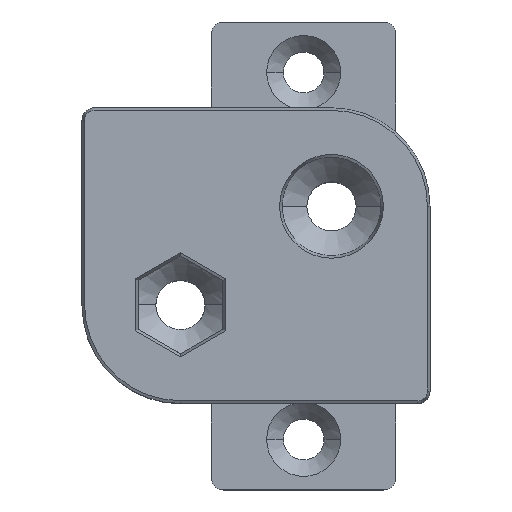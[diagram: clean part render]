
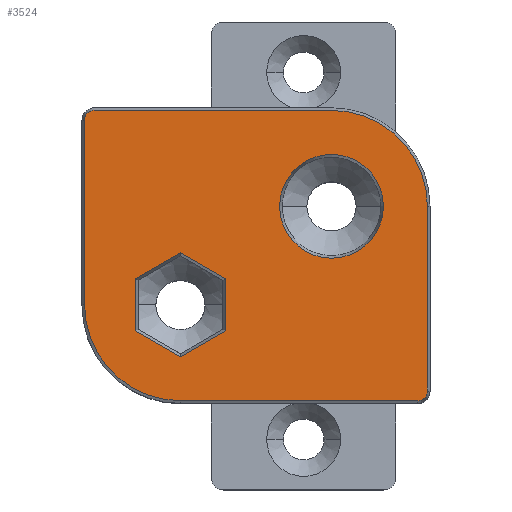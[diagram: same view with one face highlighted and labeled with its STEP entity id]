
A CAD part, top view. The second image highlights one B-rep face of the part: STEP entity #3524.
In plain terms, the highlighted planar face has unit normal (0, 0, 1).
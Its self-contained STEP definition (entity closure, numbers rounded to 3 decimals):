
#6 = VERTEX_POINT ( 'NONE', #161 ) ;
#22 = DIRECTION ( 'NONE',  ( 0., 0., 1. ) ) ;
#84 = ORIENTED_EDGE ( 'NONE', *, *, #2282, .T. ) ;
#161 = CARTESIAN_POINT ( 'NONE',  ( -9.243, -1.89, 26. ) ) ;
#166 = DIRECTION ( 'NONE',  ( 1., 0., 0. ) ) ;
#213 = VERTEX_POINT ( 'NONE', #3196 ) ;
#291 = ORIENTED_EDGE ( 'NONE', *, *, #2174, .T. ) ;
#347 = ORIENTED_EDGE ( 'NONE', *, *, #2246, .T. ) ;
#440 = CARTESIAN_POINT ( 'NONE',  ( -7.411, -7.179, 26. ) ) ;
#443 = CARTESIAN_POINT ( 'NONE',  ( 6.686, 11.78, 26. ) ) ;
#457 = DIRECTION ( 'NONE',  ( 1., 0., 0. ) ) ;
#477 = CARTESIAN_POINT ( 'NONE',  ( -5.579, 0.226, 26. ) ) ;
#506 = DIRECTION ( 'NONE',  ( 0., 0., -1. ) ) ;
#602 = ORIENTED_EDGE ( 'NONE', *, *, #2226, .T. ) ;
#604 = VECTOR ( 'NONE', #3720, 1000. ) ;
#639 = CARTESIAN_POINT ( 'NONE',  ( 6.686, 3.995, 26. ) ) ;
#661 = DIRECTION ( 'NONE',  ( 1., 0., 0. ) ) ;
#690 = VERTEX_POINT ( 'NONE', #4137 ) ;
#694 = VERTEX_POINT ( 'NONE', #2304 ) ;
#710 = LINE ( 'NONE', #2102, #5084 ) ;
#737 = CARTESIAN_POINT ( 'NONE',  ( -5.579, -8.236, 26. ) ) ;
#738 = VECTOR ( 'NONE', #4303, 1000. ) ;
#785 = DIRECTION ( 'NONE',  ( 0., -1., 0. ) ) ;
#791 = AXIS2_PLACEMENT_3D ( 'NONE', #1097, #1070, #661 ) ;
#795 = CARTESIAN_POINT ( 'NONE',  ( 14.472, 3.995, 26. ) ) ;
#802 = AXIS2_PLACEMENT_3D ( 'NONE', #4988, #4697, #4575 ) ;
#824 = AXIS2_PLACEMENT_3D ( 'NONE', #4202, #2113, #3384 ) ;
#827 = AXIS2_PLACEMENT_3D ( 'NONE', #3081, #22, #3891 ) ;
#838 = VECTOR ( 'NONE', #2075, 1000. ) ;
#848 = AXIS2_PLACEMENT_3D ( 'NONE', #3850, #5013, #4711 ) ;
#873 = LINE ( 'NONE', #1305, #738 ) ;
#1004 = VECTOR ( 'NONE', #3732, 1000. ) ;
#1070 = DIRECTION ( 'NONE',  ( 0., 0., 1. ) ) ;
#1097 = CARTESIAN_POINT ( 'NONE',  ( -12.579, 10.995, 26. ) ) ;
#1154 = VERTEX_POINT ( 'NONE', #1683 ) ;
#1215 = EDGE_CURVE ( 'NONE', #2734, #1497, #3362, .T. ) ;
#1223 = FACE_BOUND ( 'NONE', #4883, .T. ) ;
#1238 = VERTEX_POINT ( 'NONE', #737 ) ;
#1305 = CARTESIAN_POINT ( 'NONE',  ( -9.243, -4.005, 26. ) ) ;
#1357 = ORIENTED_EDGE ( 'NONE', *, *, #2203, .T. ) ;
#1431 = VERTEX_POINT ( 'NONE', #1708 ) ;
#1470 = AXIS2_PLACEMENT_3D ( 'NONE', #639, #506, #457 ) ;
#1487 = VERTEX_POINT ( 'NONE', #4973 ) ;
#1497 = VERTEX_POINT ( 'NONE', #5466 ) ;
#1624 = VERTEX_POINT ( 'NONE', #4060 ) ;
#1683 = CARTESIAN_POINT ( 'NONE',  ( -13.364, 10.995, 26. ) ) ;
#1698 = DIRECTION ( 'NONE',  ( -0.866, -0.5, 0. ) ) ;
#1708 = CARTESIAN_POINT ( 'NONE',  ( -12.579, 11.78, 26. ) ) ;
#1737 = LINE ( 'NONE', #3358, #2721 ) ;
#1785 = DIRECTION ( 'NONE',  ( 0.866, 0.5, 0. ) ) ;
#1845 = CIRCLE ( 'NONE', #791, 0.786 ) ;
#1870 = LINE ( 'NONE', #3333, #3982 ) ;
#1874 = ORIENTED_EDGE ( 'NONE', *, *, #2234, .T. ) ;
#2002 = VECTOR ( 'NONE', #1698, 1000. ) ;
#2003 = CARTESIAN_POINT ( 'NONE',  ( 14.472, -11.005, 26. ) ) ;
#2014 = ORIENTED_EDGE ( 'NONE', *, *, #2270, .T. ) ;
#2040 = VERTEX_POINT ( 'NONE', #4750 ) ;
#2075 = DIRECTION ( 'NONE',  ( 0., 1., 0. ) ) ;
#2100 = LINE ( 'NONE', #795, #838 ) ;
#2102 = CARTESIAN_POINT ( 'NONE',  ( -12.579, 11.78, 26. ) ) ;
#2113 = DIRECTION ( 'NONE',  ( 0., 0., 1. ) ) ;
#2174 = EDGE_CURVE ( 'NONE', #1487, #690, #4489, .T. ) ;
#2180 = EDGE_CURVE ( 'NONE', #690, #1238, #3143, .T. ) ;
#2188 = EDGE_CURVE ( 'NONE', #1238, #5190, #4229, .T. ) ;
#2200 = EDGE_CURVE ( 'NONE', #5190, #6, #873, .T. ) ;
#2203 = EDGE_CURVE ( 'NONE', #6, #4418, #1870, .T. ) ;
#2226 = EDGE_CURVE ( 'NONE', #4418, #1487, #3005, .T. ) ;
#2233 = EDGE_CURVE ( 'NONE', #1497, #2734, #4106, .T. ) ;
#2234 = EDGE_CURVE ( 'NONE', #1154, #1624, #1737, .T. ) ;
#2246 = EDGE_CURVE ( 'NONE', #1624, #213, #3250, .T. ) ;
#2261 = EDGE_CURVE ( 'NONE', #213, #2040, #4197, .T. ) ;
#2270 = EDGE_CURVE ( 'NONE', #2040, #4739, #5327, .T. ) ;
#2272 = EDGE_CURVE ( 'NONE', #4739, #694, #2100, .T. ) ;
#2282 = EDGE_CURVE ( 'NONE', #694, #5229, #2977, .T. ) ;
#2299 = AXIS2_PLACEMENT_3D ( 'NONE', #3565, #2711, #166 ) ;
#2302 = EDGE_CURVE ( 'NONE', #5229, #1431, #710, .T. ) ;
#2304 = CARTESIAN_POINT ( 'NONE',  ( 14.472, 3.995, 26. ) ) ;
#2307 = EDGE_CURVE ( 'NONE', #1431, #1154, #1845, .T. ) ;
#2477 = FACE_BOUND ( 'NONE', #5029, .T. ) ;
#2537 = DIRECTION ( 'NONE',  ( 1., 0., 0. ) ) ;
#2711 = DIRECTION ( 'NONE',  ( 0., 0., 1. ) ) ;
#2721 = VECTOR ( 'NONE', #785, 1000. ) ;
#2734 = VERTEX_POINT ( 'NONE', #3588 ) ;
#2747 = ORIENTED_EDGE ( 'NONE', *, *, #2233, .T. ) ;
#2898 = ORIENTED_EDGE ( 'NONE', *, *, #2272, .T. ) ;
#2950 = ORIENTED_EDGE ( 'NONE', *, *, #2261, .T. ) ;
#2977 = CIRCLE ( 'NONE', #802, 7.786 ) ;
#3005 = LINE ( 'NONE', #4974, #604 ) ;
#3081 = CARTESIAN_POINT ( 'NONE',  ( -5.579, -4.005, 26. ) ) ;
#3109 = VECTOR ( 'NONE', #2537, 1000. ) ;
#3143 = LINE ( 'NONE', #4736, #2002 ) ;
#3181 = ORIENTED_EDGE ( 'NONE', *, *, #2188, .T. ) ;
#3196 = CARTESIAN_POINT ( 'NONE',  ( -5.579, -11.791, 26. ) ) ;
#3250 = CIRCLE ( 'NONE', #827, 7.786 ) ;
#3333 = CARTESIAN_POINT ( 'NONE',  ( -7.411, -0.832, 26. ) ) ;
#3358 = CARTESIAN_POINT ( 'NONE',  ( -13.364, -4.005, 26. ) ) ;
#3362 = CIRCLE ( 'NONE', #1470, 4.214 ) ;
#3384 = DIRECTION ( 'NONE',  ( 1., 0., 0. ) ) ;
#3438 = ORIENTED_EDGE ( 'NONE', *, *, #2180, .T. ) ;
#3524 = ADVANCED_FACE ( 'NONE', ( #1223, #2477, #4584 ), #5226, .T. ) ;
#3565 = CARTESIAN_POINT ( 'NONE',  ( -5.579, -4.005, 26. ) ) ;
#3588 = CARTESIAN_POINT ( 'NONE',  ( 10.901, 3.995, 26. ) ) ;
#3720 = DIRECTION ( 'NONE',  ( 0.866, -0.5, 0. ) ) ;
#3732 = DIRECTION ( 'NONE',  ( -0.866, 0.5, 0. ) ) ;
#3850 = CARTESIAN_POINT ( 'NONE',  ( 6.686, 3.995, 26. ) ) ;
#3891 = DIRECTION ( 'NONE',  ( 1., 0., 0. ) ) ;
#3982 = VECTOR ( 'NONE', #1785, 1000. ) ;
#4015 = ORIENTED_EDGE ( 'NONE', *, *, #2307, .T. ) ;
#4060 = CARTESIAN_POINT ( 'NONE',  ( -13.364, -4.005, 26. ) ) ;
#4106 = CIRCLE ( 'NONE', #848, 4.214 ) ;
#4137 = CARTESIAN_POINT ( 'NONE',  ( -1.914, -6.121, 26. ) ) ;
#4197 = LINE ( 'NONE', #5395, #3109 ) ;
#4202 = CARTESIAN_POINT ( 'NONE',  ( 13.686, -11.005, 26. ) ) ;
#4205 = DIRECTION ( 'NONE',  ( -1., 0., 0. ) ) ;
#4229 = LINE ( 'NONE', #440, #1004 ) ;
#4303 = DIRECTION ( 'NONE',  ( 0., 1., 0. ) ) ;
#4418 = VERTEX_POINT ( 'NONE', #477 ) ;
#4429 = ORIENTED_EDGE ( 'NONE', *, *, #1215, .T. ) ;
#4489 = LINE ( 'NONE', #4902, #5358 ) ;
#4575 = DIRECTION ( 'NONE',  ( 1., 0., 0. ) ) ;
#4584 = FACE_OUTER_BOUND ( 'NONE', #5329, .T. ) ;
#4656 = CARTESIAN_POINT ( 'NONE',  ( -9.243, -6.121, 26. ) ) ;
#4697 = DIRECTION ( 'NONE',  ( 0., 0., 1. ) ) ;
#4711 = DIRECTION ( 'NONE',  ( 1., 0., 0. ) ) ;
#4736 = CARTESIAN_POINT ( 'NONE',  ( -3.746, -7.179, 26. ) ) ;
#4739 = VERTEX_POINT ( 'NONE', #2003 ) ;
#4750 = CARTESIAN_POINT ( 'NONE',  ( 13.686, -11.791, 26. ) ) ;
#4883 = EDGE_LOOP ( 'NONE', ( #291, #3438, #3181, #4962, #1357, #602 ) ) ;
#4902 = CARTESIAN_POINT ( 'NONE',  ( -1.914, -4.005, 26. ) ) ;
#4962 = ORIENTED_EDGE ( 'NONE', *, *, #2200, .T. ) ;
#4973 = CARTESIAN_POINT ( 'NONE',  ( -1.914, -1.89, 26. ) ) ;
#4974 = CARTESIAN_POINT ( 'NONE',  ( -3.746, -0.832, 26. ) ) ;
#4983 = DIRECTION ( 'NONE',  ( 0., -1., 0. ) ) ;
#4988 = CARTESIAN_POINT ( 'NONE',  ( 6.686, 3.995, 26. ) ) ;
#5013 = DIRECTION ( 'NONE',  ( 0., 0., -1. ) ) ;
#5029 = EDGE_LOOP ( 'NONE', ( #4429, #2747 ) ) ;
#5084 = VECTOR ( 'NONE', #4205, 1000. ) ;
#5190 = VERTEX_POINT ( 'NONE', #4656 ) ;
#5226 = PLANE ( 'NONE',  #2299 ) ;
#5229 = VERTEX_POINT ( 'NONE', #443 ) ;
#5327 = CIRCLE ( 'NONE', #824, 0.786 ) ;
#5329 = EDGE_LOOP ( 'NONE', ( #1874, #347, #2950, #2014, #2898, #84, #5378, #4015 ) ) ;
#5358 = VECTOR ( 'NONE', #4983, 1000. ) ;
#5378 = ORIENTED_EDGE ( 'NONE', *, *, #2302, .T. ) ;
#5395 = CARTESIAN_POINT ( 'NONE',  ( 13.686, -11.791, 26. ) ) ;
#5466 = CARTESIAN_POINT ( 'NONE',  ( 2.472, 3.995, 26. ) ) ;
